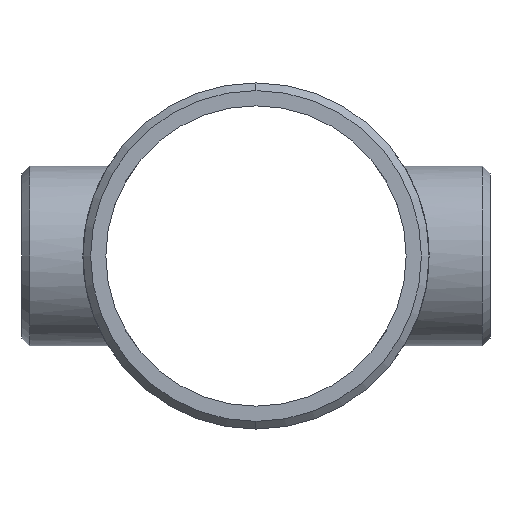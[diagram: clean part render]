
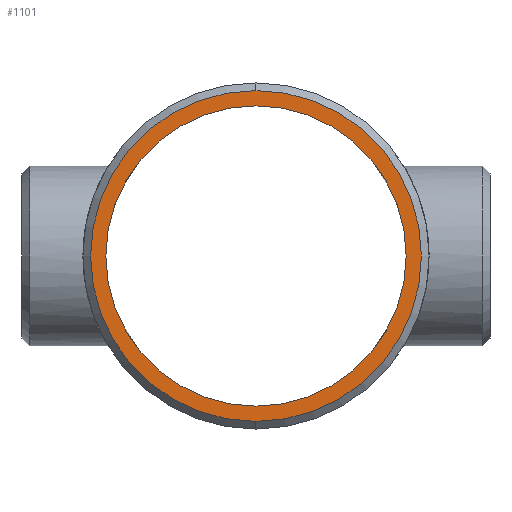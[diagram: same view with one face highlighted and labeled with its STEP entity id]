
A CAD part, left-side view. The second image highlights one B-rep face of the part: STEP entity #1101.
In plain terms, the highlighted planar face has unit normal (-1, 0, 0).
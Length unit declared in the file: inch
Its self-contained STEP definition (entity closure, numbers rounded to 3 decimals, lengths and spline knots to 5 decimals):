
#36 = VERTEX_POINT ( 'NONE', #1060 ) ;
#95 = EDGE_LOOP ( 'NONE', ( #1256, #1350 ) ) ;
#103 = DIRECTION ( 'NONE',  ( -1., 0., 0. ) ) ;
#219 = FACE_BOUND ( 'NONE', #1281, .T. ) ;
#240 = CARTESIAN_POINT ( 'NONE',  ( -10., 0., 0. ) ) ;
#310 = ORIENTED_EDGE ( 'NONE', *, *, #866, .T. ) ;
#319 = DIRECTION ( 'NONE',  ( 0., 0., -1. ) ) ;
#321 = DIRECTION ( 'NONE',  ( 0., 0., 1. ) ) ;
#400 = EDGE_CURVE ( 'NONE', #558, #36, #567, .T. ) ;
#495 = VERTEX_POINT ( 'NONE', #999 ) ;
#506 = DIRECTION ( 'NONE',  ( 0., 0., 1. ) ) ;
#539 = FACE_OUTER_BOUND ( 'NONE', #95, .T. ) ;
#558 = VERTEX_POINT ( 'NONE', #802 ) ;
#567 = CIRCLE ( 'NONE', #1052, 6.09367 ) ;
#578 = EDGE_CURVE ( 'NONE', #495, #788, #940, .T. ) ;
#589 = CARTESIAN_POINT ( 'NONE',  ( -10., 0., -5.531 ) ) ;
#590 = AXIS2_PLACEMENT_3D ( 'NONE', #1147, #1272, #319 ) ;
#616 = CARTESIAN_POINT ( 'NONE',  ( -10., 0., 0. ) ) ;
#627 = DIRECTION ( 'NONE',  ( 1., 0., 0. ) ) ;
#668 = CARTESIAN_POINT ( 'NONE',  ( -10., 0., 0. ) ) ;
#744 = AXIS2_PLACEMENT_3D ( 'NONE', #240, #627, #960 ) ;
#758 = DIRECTION ( 'NONE',  ( -1., 0., 0. ) ) ;
#788 = VERTEX_POINT ( 'NONE', #589 ) ;
#802 = CARTESIAN_POINT ( 'NONE',  ( -10., 0., -6.09367 ) ) ;
#820 = DIRECTION ( 'NONE',  ( 0., 0., 1. ) ) ;
#843 = PLANE ( 'NONE',  #590 ) ;
#866 = EDGE_CURVE ( 'NONE', #788, #495, #1352, .T. ) ;
#940 = CIRCLE ( 'NONE', #1261, 5.531 ) ;
#960 = DIRECTION ( 'NONE',  ( 0., 0., 1. ) ) ;
#999 = CARTESIAN_POINT ( 'NONE',  ( -10., 0., 5.531 ) ) ;
#1052 = AXIS2_PLACEMENT_3D ( 'NONE', #668, #758, #321 ) ;
#1060 = CARTESIAN_POINT ( 'NONE',  ( -10., 0., 6.09367 ) ) ;
#1101 = ADVANCED_FACE ( 'NONE', ( #539, #219 ), #843, .T. ) ;
#1147 = CARTESIAN_POINT ( 'NONE',  ( -10., 0., 0. ) ) ;
#1172 = CIRCLE ( 'NONE', #1358, 6.09367 ) ;
#1207 = ORIENTED_EDGE ( 'NONE', *, *, #578, .T. ) ;
#1237 = CARTESIAN_POINT ( 'NONE',  ( -10., 0., 0. ) ) ;
#1256 = ORIENTED_EDGE ( 'NONE', *, *, #400, .T. ) ;
#1261 = AXIS2_PLACEMENT_3D ( 'NONE', #1237, #1344, #820 ) ;
#1272 = DIRECTION ( 'NONE',  ( -1., 0., 0. ) ) ;
#1281 = EDGE_LOOP ( 'NONE', ( #1207, #310 ) ) ;
#1344 = DIRECTION ( 'NONE',  ( 1., 0., 0. ) ) ;
#1345 = EDGE_CURVE ( 'NONE', #36, #558, #1172, .T. ) ;
#1350 = ORIENTED_EDGE ( 'NONE', *, *, #1345, .T. ) ;
#1352 = CIRCLE ( 'NONE', #744, 5.531 ) ;
#1358 = AXIS2_PLACEMENT_3D ( 'NONE', #616, #103, #506 ) ;
